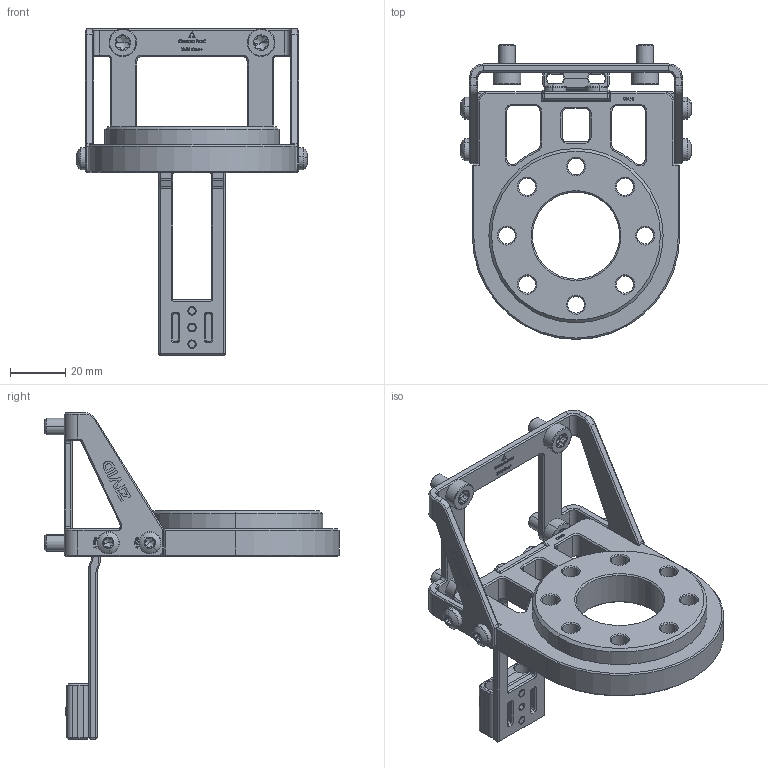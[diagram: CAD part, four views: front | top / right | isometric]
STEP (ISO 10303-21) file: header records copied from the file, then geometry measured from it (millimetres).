
FILE_DESCRIPTION (( 'STEP AP203' ), '1' );
FILE_NAME ('Zivid OA10.STEP', '2020-07-10T14:29:03', ( '' ), ( '' ), 'SwSTEP 2.0', 'SolidWorks 2020', '' );
FILE_SCHEMA (( 'CONFIG_CONTROL_DESIGN' ));
Length unit declared in the file: millimetre
Products named in the file (1): Zivid OA10
Bounding box: 83.2 x 106.5 x 118 mm (x, y, z)
Volume: 66760.1 mm3; surface area: 37380.8 mm2
Topology: 18 solids, 18 shells, 2001 faces, 4862 edges, 2955 vertices
Faces by surface type: plane 929, cylinder 461, cone 352, bspline 183, torus 76
Entity records: 61313 total; most frequent: CARTESIAN_POINT 15838, ORIENTED_EDGE 9624, DIRECTION 9167, EDGE_CURVE 4812, AXIS2_PLACEMENT_3D 3523, VERTEX_POINT 2955, EDGE_LOOP 2181, LINE 2121
